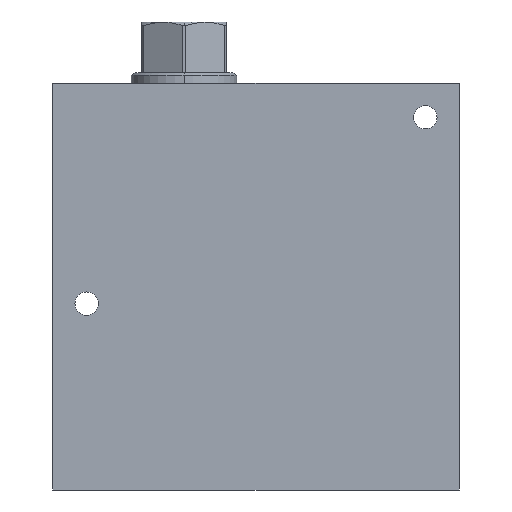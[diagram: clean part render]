
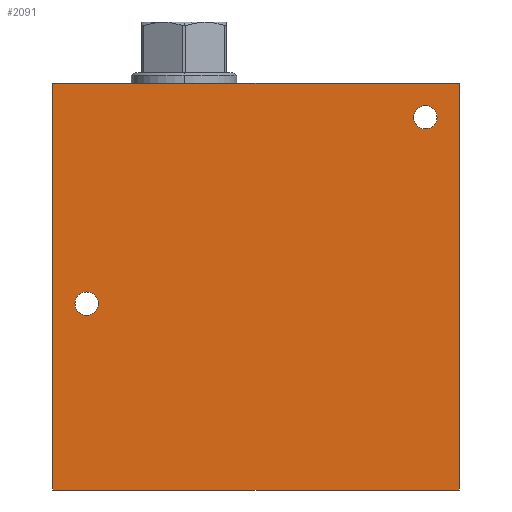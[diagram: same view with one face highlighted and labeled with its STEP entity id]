
A CAD part, front view. The second image highlights one B-rep face of the part: STEP entity #2091.
In plain terms, the highlighted planar face has unit normal (0, -1, 0).
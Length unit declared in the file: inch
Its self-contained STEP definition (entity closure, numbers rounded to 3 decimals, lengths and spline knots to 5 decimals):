
#5=DIRECTION('',(1.,0.,0.));
#6=VECTOR('',#5,6.);
#7=CARTESIAN_POINT('',(0.,-2.625,0.));
#8=LINE('',#7,#6);
#65=DIRECTION('',(0.,0.,1.));
#66=VECTOR('',#65,6.);
#67=CARTESIAN_POINT('',(6.,-2.625,0.));
#68=LINE('',#67,#66);
#99=DIRECTION('',(0.,0.,1.));
#100=VECTOR('',#99,6.);
#101=CARTESIAN_POINT('',(0.,-2.625,0.));
#102=LINE('',#101,#100);
#103=CARTESIAN_POINT('',(0.5,-2.625,2.75));
#104=DIRECTION('',(0.,1.,0.));
#105=DIRECTION('',(0.,0.,-1.));
#106=AXIS2_PLACEMENT_3D('',#103,#104,#105);
#108=CARTESIAN_POINT('',(0.5,-2.625,2.75));
#109=DIRECTION('',(0.,1.,0.));
#110=DIRECTION('',(0.,0.,1.));
#111=AXIS2_PLACEMENT_3D('',#108,#109,#110);
#113=CARTESIAN_POINT('',(5.5,-2.625,5.5));
#114=DIRECTION('',(0.,1.,0.));
#115=DIRECTION('',(0.,0.,-1.));
#116=AXIS2_PLACEMENT_3D('',#113,#114,#115);
#118=CARTESIAN_POINT('',(5.5,-2.625,5.5));
#119=DIRECTION('',(0.,1.,0.));
#120=DIRECTION('',(0.,0.,1.));
#121=AXIS2_PLACEMENT_3D('',#118,#119,#120);
#135=DIRECTION('',(1.,0.,0.));
#136=VECTOR('',#135,6.);
#137=CARTESIAN_POINT('',(0.,-2.625,6.));
#138=LINE('',#137,#136);
#1662=CARTESIAN_POINT('',(0.,-2.625,0.));
#1664=VERTEX_POINT('',#1662);
#1665=CARTESIAN_POINT('',(6.,-2.625,0.));
#1666=VERTEX_POINT('',#1665);
#1670=CARTESIAN_POINT('',(0.,-2.625,6.));
#1672=VERTEX_POINT('',#1670);
#1673=CARTESIAN_POINT('',(6.,-2.625,6.));
#1674=VERTEX_POINT('',#1673);
#1853=CARTESIAN_POINT('',(0.5,-2.625,2.578));
#1854=CARTESIAN_POINT('',(0.5,-2.625,2.922));
#1855=VERTEX_POINT('',#1853);
#1856=VERTEX_POINT('',#1854);
#1865=CARTESIAN_POINT('',(5.5,-2.625,5.328));
#1866=CARTESIAN_POINT('',(5.5,-2.625,5.672));
#1867=VERTEX_POINT('',#1865);
#1868=VERTEX_POINT('',#1866);
#2067=CARTESIAN_POINT('',(0.,-2.625,0.));
#2068=DIRECTION('',(0.,-1.,0.));
#2069=DIRECTION('',(1.,0.,0.));
#2070=AXIS2_PLACEMENT_3D('',#2067,#2068,#2069);
#2071=PLANE('',#2070);
#2072=ORIENTED_EDGE('',*,*,#1973,.F.);
#2073=ORIENTED_EDGE('',*,*,#1992,.T.);
#2075=ORIENTED_EDGE('',*,*,#2074,.T.);
#2076=ORIENTED_EDGE('',*,*,#2041,.F.);
#2077=EDGE_LOOP('',(#2072,#2073,#2075,#2076));
#2078=FACE_OUTER_BOUND('',#2077,.F.);
#2080=ORIENTED_EDGE('',*,*,#2079,.F.);
#2082=ORIENTED_EDGE('',*,*,#2081,.F.);
#2083=EDGE_LOOP('',(#2080,#2082));
#2084=FACE_BOUND('',#2083,.F.);
#2086=ORIENTED_EDGE('',*,*,#2085,.F.);
#2088=ORIENTED_EDGE('',*,*,#2087,.F.);
#2089=EDGE_LOOP('',(#2086,#2088));
#2090=FACE_BOUND('',#2089,.F.);
#2091=ADVANCED_FACE('',(#2078,#2084,#2090),#2071,.T.);
#107=CIRCLE('',#106,0.172);
#112=CIRCLE('',#111,0.172);
#117=CIRCLE('',#116,0.172);
#122=CIRCLE('',#121,0.172);
#1973=EDGE_CURVE('',#1664,#1666,#8,.T.);
#1992=EDGE_CURVE('',#1664,#1672,#102,.T.);
#2041=EDGE_CURVE('',#1666,#1674,#68,.T.);
#2074=EDGE_CURVE('',#1672,#1674,#138,.T.);
#2079=EDGE_CURVE('',#1855,#1856,#107,.T.);
#2081=EDGE_CURVE('',#1856,#1855,#112,.T.);
#2085=EDGE_CURVE('',#1867,#1868,#117,.T.);
#2087=EDGE_CURVE('',#1868,#1867,#122,.T.);
